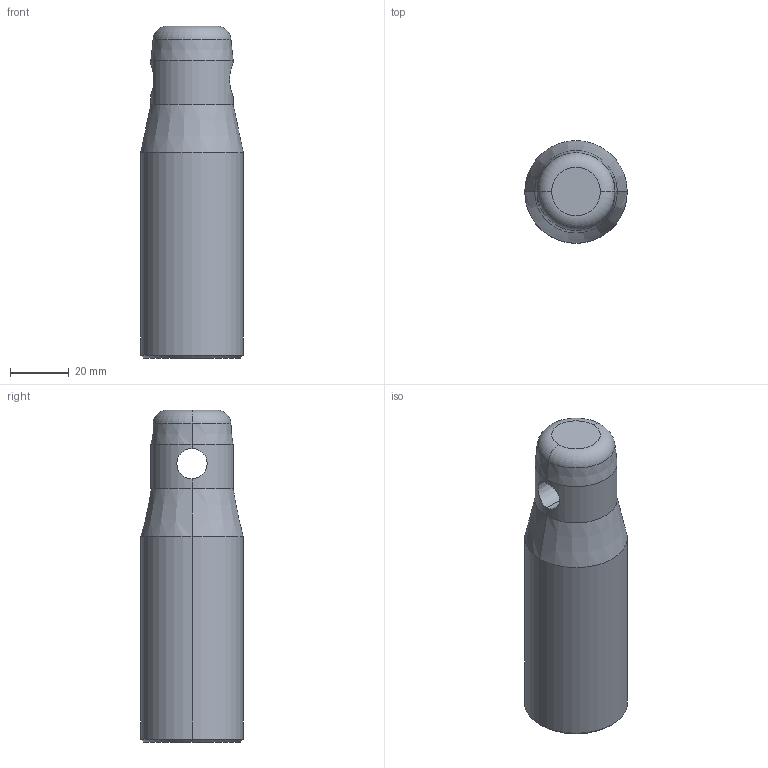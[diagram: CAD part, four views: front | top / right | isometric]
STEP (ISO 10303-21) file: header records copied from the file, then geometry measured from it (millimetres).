
FILE_DESCRIPTION (( 'STEP AP203' ), '1' );
FILE_NAME ('T45837.STEP', '2022-08-31T07:46:48', ( '' ), ( '' ), 'SwSTEP 2.0', 'SolidWorks 2022', '' );
FILE_SCHEMA (( 'CONFIG_CONTROL_DESIGN' ));
Length unit declared in the file: millimetre
Products named in the file (1): T45837
Bounding box: 34.9 x 34.9 x 113 mm (x, y, z)
Volume: 92566.6 mm3; surface area: 13618.8 mm2
Topology: 1 solids, 1 shells, 16 faces, 34 edges, 18 vertices
Faces by surface type: cone 8, cylinder 4, torus 2, plane 2
Entity records: 659 total; most frequent: CARTESIAN_POINT 233, DIRECTION 80, ORIENTED_EDGE 68, EDGE_CURVE 34, AXIS2_PLACEMENT_3D 33, VERTEX_POINT 18, FACE_OUTER_BOUND 16, ADVANCED_FACE 16
